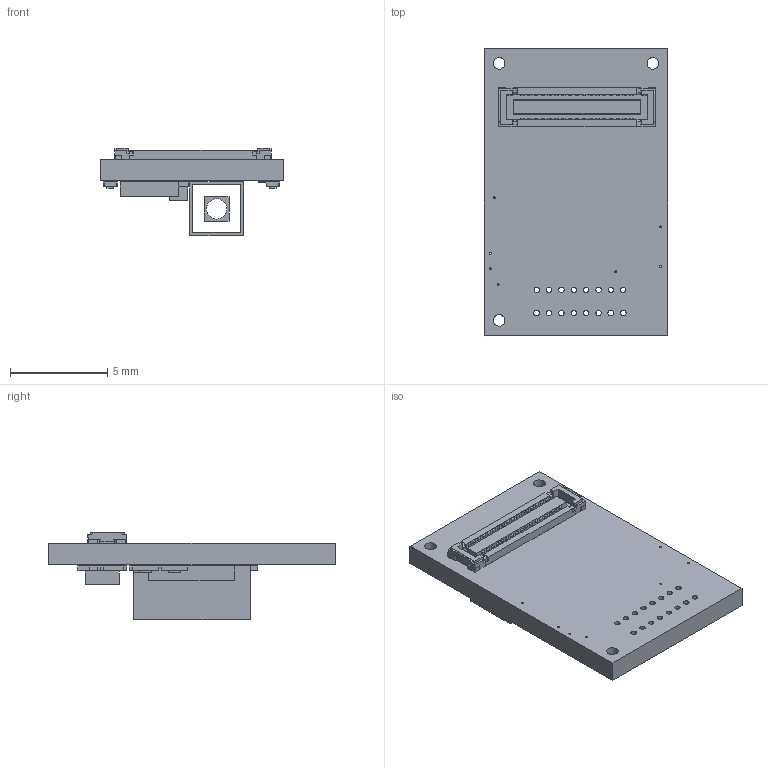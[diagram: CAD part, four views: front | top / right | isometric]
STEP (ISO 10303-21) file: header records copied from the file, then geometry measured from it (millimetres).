
FILE_DESCRIPTION(('Open CASCADE Model'),'2;1');
FILE_NAME('Open CASCADE Shape Model','2018-08-10T14:09:32',('Author'),( 'Open CASCADE'),'Open CASCADE STEP processor 6.8','Open CASCADE 6.8' ,'Unknown');
FILE_SCHEMA(('AUTOMOTIVE_DESIGN { 1 0 10303 214 1 1 1 1 }'));
Length unit declared in the file: millimetre
Products named in the file (66): PCB; Board; piezo-drive; piezo_actuator; 7715750720; Extruded; S1; 5046183410; R15; 7715753792; PS-; PS+; D1; 7715753408; D0; 7715750528; C12; 7715767680; 7715775936; 7715769408; 7715772288; 7715771520; 7715774208; C10; 7715753216; 7715753024; 7715752832; 7715752640; 7715752448; 7715752256; C9; C8; 7715753600; 7715752064; 7715751872; 7715751680; 7715751488; 7715751296; 7715751104; 7715750912 ...
Assembly tree (88 placements, depth 4):
  PCB
    Board
    piezo-drive
      piezo_actuator
      piezo_actuator
      7715750720  x4
        Extruded
    S1
      5046183410
    R15
      7715753792
        Extruded
    PS-
    PS+
    D1
      7715753408
        Extruded
    D0
      7715750528
        Extruded
    C12
      7715753792
        Extruded
      7715767680
        Extruded
      7715775936
        Extruded
      7715769408  x2
        Extruded
      7715772288
        Extruded
      7715771520
        Extruded
      7715774208
        Extruded
    C10
      7715753792
        Extruded
      7715753216
        Extruded
      7715753024
        Extruded
      7715752832  x2
        Extruded
      7715752640
        Extruded
      7715752448
        Extruded
      7715752256
        Extruded
    C9
      7715753792
        Extruded
      7715753216
        Extruded
      7715753024
        Extruded
      7715752832  x2
        Extruded
      7715752640
Bounding box: 9.4 x 14.71 x 4.5 mm (x, y, z)
Volume: 188.8 mm3; surface area: 732.8 mm2
Topology: 51 solids, 51 shells, 1090 faces, 2631 edges, 1746 vertices
Faces by surface type: plane 949, cylinder 141
Full cylindrical faces by diameter (mm): 0.1 x7, 0.275 x13, 0.3 x3, 0.6 x3, 1.05 x1
Entity records: 25843 total; most frequent: CARTESIAN_POINT 4263, DIRECTION 4138, ORIENTED_EDGE 4014, EDGE_CURVE 2007, LINE 1724, VECTOR 1724, VERTEX_POINT 1330, AXIS2_PLACEMENT_3D 1207
